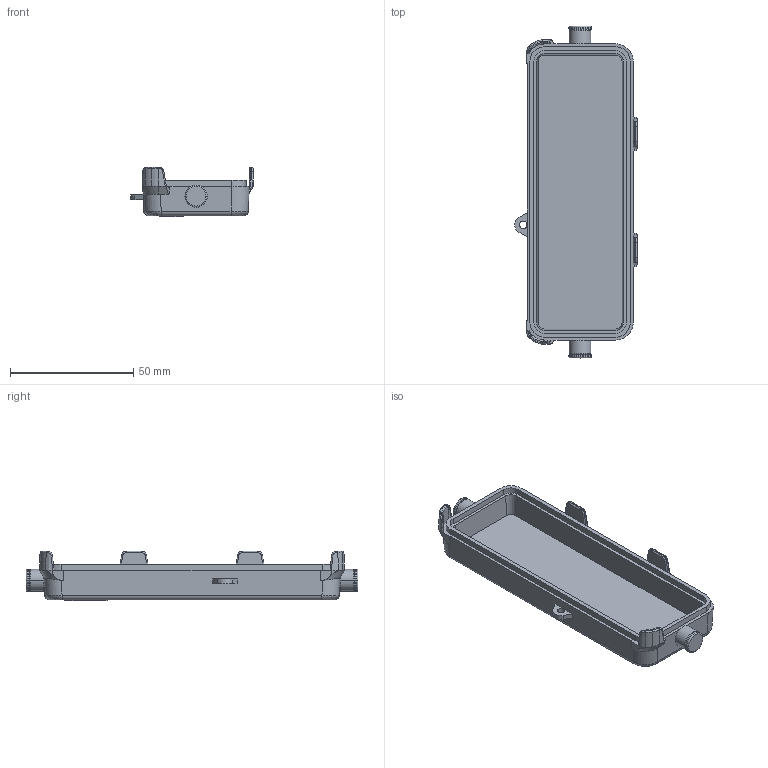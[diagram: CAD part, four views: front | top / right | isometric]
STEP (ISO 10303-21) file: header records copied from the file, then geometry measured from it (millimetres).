
FILE_DESCRIPTION(('Creo Elements/Direct Modeling STEP Export'),'2;1');
FILE_NAME('223mij862q4re9g9364','2024-05-20T 9:45:50',(''),(''),'Creo Elements/Direct Modeling STEP processor for AP214 (Solid Model)','Creo Elements/Direct Modeling 20.5B 27-May-2023 (C) Parametric Technology GmbH','');
FILE_SCHEMA(('AUTOMOTIVE_DESIGN { 1 0 10303 214 1 1 1 1 }'));
Length unit declared in the file: millimetre
Products named in the file (2): CHC_24_L
Assembly tree (1 placements, depth 2):
  CHC_24_L
    CHC_24_L
Bounding box: 49.7 x 134.5 x 20 mm (x, y, z)
Volume: 26679.7 mm3; surface area: 19289.8 mm2
Topology: 1 solids, 1 shells, 268 faces, 668 edges, 416 vertices
Faces by surface type: plane 106, cylinder 78, bspline 44, torus 16, cone 16, extrusion 8
Entity records: 12505 total; most frequent: CARTESIAN_POINT 4316, ORIENTED_EDGE 1340, DIRECTION 1136, EDGE_CURVE 668, VERTEX_POINT 416, AXIS2_PLACEMENT_3D 398, VECTOR 340, LINE 332
